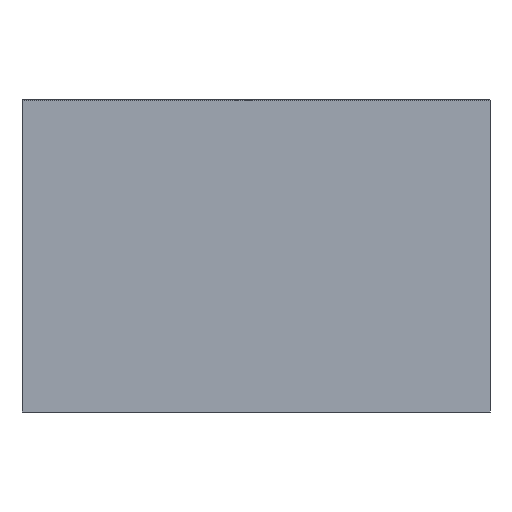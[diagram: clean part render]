
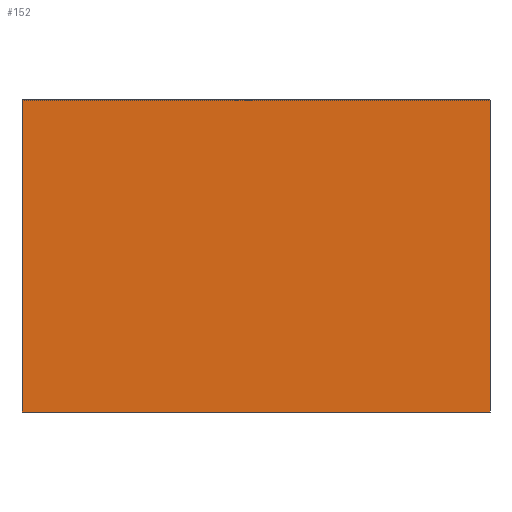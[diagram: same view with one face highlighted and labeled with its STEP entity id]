
A CAD part, front view. The second image highlights one B-rep face of the part: STEP entity #152.
In plain terms, the highlighted planar face has unit normal (0, -1, 0).
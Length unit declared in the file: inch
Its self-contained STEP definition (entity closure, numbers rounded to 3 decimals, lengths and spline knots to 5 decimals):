
#25=FACE_OUTER_BOUND('',#35,.T.);
#35=EDGE_LOOP('',(#118,#119,#120,#121));
#46=LINE('',#248,#62);
#48=LINE('',#252,#64);
#49=LINE('',#254,#65);
#50=LINE('',#255,#66);
#62=VECTOR('',#206,0.3937);
#64=VECTOR('',#210,0.3937);
#65=VECTOR('',#211,0.3937);
#66=VECTOR('',#212,0.3937);
#78=VERTEX_POINT('',#245);
#79=VERTEX_POINT('',#247);
#80=VERTEX_POINT('',#251);
#81=VERTEX_POINT('',#253);
#92=EDGE_CURVE('',#78,#79,#46,.F.);
#94=EDGE_CURVE('',#79,#80,#48,.T.);
#95=EDGE_CURVE('',#81,#78,#49,.F.);
#96=EDGE_CURVE('',#81,#80,#50,.T.);
#118=ORIENTED_EDGE('',*,*,#94,.F.);
#119=ORIENTED_EDGE('',*,*,#92,.F.);
#120=ORIENTED_EDGE('',*,*,#95,.F.);
#121=ORIENTED_EDGE('',*,*,#96,.T.);
#142=PLANE('',#179);
#152=ADVANCED_FACE('',(#25),#142,.T.);
#179=AXIS2_PLACEMENT_3D('',#250,#208,#209);
#206=DIRECTION('',(1.,0.,0.));
#208=DIRECTION('center_axis',(0.,-1.,0.));
#209=DIRECTION('ref_axis',(0.,0.,1.));
#210=DIRECTION('',(0.,0.,1.));
#211=DIRECTION('',(0.,0.,1.));
#212=DIRECTION('',(-1.,0.,0.));
#245=CARTESIAN_POINT('',(12.2633,1574.24926,1.64045));
#247=CARTESIAN_POINT('',(3.2633,1574.24926,1.64045));
#248=CARTESIAN_POINT('',(12.2633,1574.24926,1.64045));
#250=CARTESIAN_POINT('Origin',(12.2633,1574.24926,1.64045));
#251=CARTESIAN_POINT('',(3.2633,1574.24926,7.64045));
#252=CARTESIAN_POINT('',(3.2633,1574.24926,-2.85505));
#253=CARTESIAN_POINT('',(12.2633,1574.24926,7.64045));
#254=CARTESIAN_POINT('',(12.2633,1574.24926,-2.85505));
#255=CARTESIAN_POINT('',(12.2633,1574.24926,7.64045));
